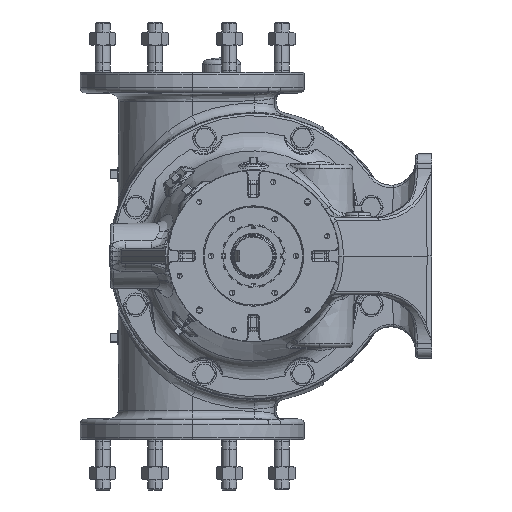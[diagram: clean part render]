
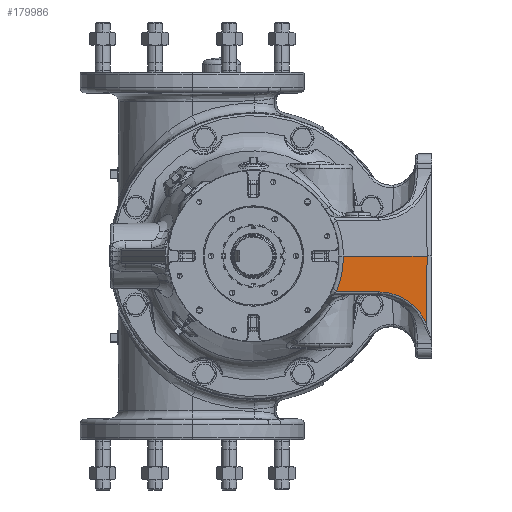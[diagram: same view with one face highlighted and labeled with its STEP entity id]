
A CAD part, left-side view. The second image highlights one B-rep face of the part: STEP entity #179986.
In plain terms, the highlighted planar face has unit normal (-0.707, -0.707, -0.035).
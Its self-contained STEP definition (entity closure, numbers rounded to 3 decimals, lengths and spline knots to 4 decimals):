
#7993 = PLANE ( 'NONE',  #143805 ) ;
#10142 = VERTEX_POINT ( 'NONE', #40122 ) ;
#28142 = ORIENTED_EDGE ( 'NONE', *, *, #179949, .T. ) ;
#29493 = CARTESIAN_POINT ( 'NONE',  ( -12.8974, -4.4067, -0.6035 ) ) ;
#32568 = CARTESIAN_POINT ( 'NONE',  ( -11.1082, -6.1389, -1.7592 ) ) ;
#40122 = CARTESIAN_POINT ( 'NONE',  ( -8.7044, -8.4647, -3.3368 ) ) ;
#40192 = DIRECTION ( 'NONE',  ( 0.707, -0.707, 0. ) ) ;
#47477 = CARTESIAN_POINT ( 'NONE',  ( -8.8209, -8.5129, -0.003 ) ) ;
#47857 = CARTESIAN_POINT ( 'NONE',  ( -12.924, -4.4099, 0. ) ) ;
#54519 = CARTESIAN_POINT ( 'NONE',  ( -9.1325, -8.0853, -2.3496 ) ) ;
#60345 = VERTEX_POINT ( 'NONE', #72611 ) ;
#62358 = ORIENTED_EDGE ( 'NONE', *, *, #221652, .T. ) ;
#69058 =( BOUNDED_CURVE ( )  B_SPLINE_CURVE ( 3, ( #32568, #147622, #54519, #125649 ),
 .UNSPECIFIED., .F., .F. ) 
 B_SPLINE_CURVE_WITH_KNOTS ( ( 4, 4 ),
 ( 1.6201, 2.7818 ),
 .UNSPECIFIED. ) 
 CURVE ( )  GEOMETRIC_REPRESENTATION_ITEM ( )  RATIONAL_B_SPLINE_CURVE ( ( 1., 0.891, 0.891, 1. ) ) 
 REPRESENTATION_ITEM ( '' )  );
#69600 = VERTEX_POINT ( 'NONE', #76885 ) ;
#72611 = CARTESIAN_POINT ( 'NONE',  ( -8.821, -8.5129, 0. ) ) ;
#76885 = CARTESIAN_POINT ( 'NONE',  ( -13.1709, -4.0761, -1.7592 ) ) ;
#79355 = CARTESIAN_POINT ( 'NONE',  ( -8.5839, -8.75, 0. ) ) ;
#83200 = VERTEX_POINT ( 'NONE', #207599 ) ;
#90466 = ORIENTED_EDGE ( 'NONE', *, *, #230269, .T. ) ;
#90655 = CARTESIAN_POINT ( 'NONE',  ( -13.1709, -4.0761, -1.7592 ) ) ;
#102310 = CARTESIAN_POINT ( 'NONE',  ( -8.5404, -8.7066, -1.7592 ) ) ;
#109024 = CARTESIAN_POINT ( 'NONE',  ( -12.9806, -4.2942, -1.1965 ) ) ;
#112681 = EDGE_CURVE ( 'NONE', #83200, #10142, #69058, .T. ) ;
#112760 = EDGE_LOOP ( 'NONE', ( #206902, #90466, #28142, #126911, #62358 ) ) ;
#114288 = CARTESIAN_POINT ( 'NONE',  ( -12.924, -4.4099, 0. ) ) ;
#116118 = LINE ( 'NONE', #79355, #202380 ) ;
#119462 = DIRECTION ( 'NONE',  ( -0.707, -0.707, -0.035 ) ) ;
#120668 = DIRECTION ( 'NONE',  ( 0.707, -0.707, 0. ) ) ;
#125649 = CARTESIAN_POINT ( 'NONE',  ( -8.7044, -8.4647, -3.3368 ) ) ;
#126911 = ORIENTED_EDGE ( 'NONE', *, *, #112681, .T. ) ;
#139216 = VERTEX_POINT ( 'NONE', #114288 ) ;
#139311 = LINE ( 'NONE', #47477, #234547 ) ;
#143805 = AXIS2_PLACEMENT_3D ( 'NONE', #153818, #119462, #196649 ) ;
#147622 = CARTESIAN_POINT ( 'NONE',  ( -10.0321, -7.2149, -1.7592 ) ) ;
#153818 = CARTESIAN_POINT ( 'NONE',  ( -8.5839, -8.75, 0. ) ) ;
#157729 = DIRECTION ( 'NONE',  ( -0.035, -0.014, 0.999 ) ) ;
#159103 = EDGE_CURVE ( 'NONE', #139216, #60345, #116118, .T. ) ;
#179949 = EDGE_CURVE ( 'NONE', #69600, #83200, #232209, .T. ) ;
#179986 = ADVANCED_FACE ( 'Defeatured_0_2895', ( #210216 ), #7993, .T. ) ;
#194753 = VECTOR ( 'NONE', #120668, 39.3701 ) ;
#196649 = DIRECTION ( 'NONE',  ( 0.707, -0.707, 0. ) ) ;
#202380 = VECTOR ( 'NONE', #40192, 39.3701 ) ;
#206902 = ORIENTED_EDGE ( 'NONE', *, *, #159103, .F. ) ;
#207599 = CARTESIAN_POINT ( 'NONE',  ( -11.1082, -6.1389, -1.7592 ) ) ;
#210216 = FACE_OUTER_BOUND ( 'NONE', #112760, .T. ) ;
#221652 = EDGE_CURVE ( 'NONE', #10142, #60345, #139311, .T. ) ;
#222888 =( BOUNDED_CURVE ( )  B_SPLINE_CURVE ( 3, ( #47857, #29493, #109024, #90655 ),
 .UNSPECIFIED., .F., .F. ) 
 B_SPLINE_CURVE_WITH_KNOTS ( ( 4, 4 ),
 ( 3.0975, 3.462 ),
 .UNSPECIFIED. ) 
 CURVE ( )  GEOMETRIC_REPRESENTATION_ITEM ( )  RATIONAL_B_SPLINE_CURVE ( ( 1., 0.989, 0.989, 1. ) ) 
 REPRESENTATION_ITEM ( '' )  );
#230269 = EDGE_CURVE ( 'NONE', #139216, #69600, #222888, .T. ) ;
#232209 = LINE ( 'NONE', #102310, #194753 ) ;
#234547 = VECTOR ( 'NONE', #157729, 39.3701 ) ;
